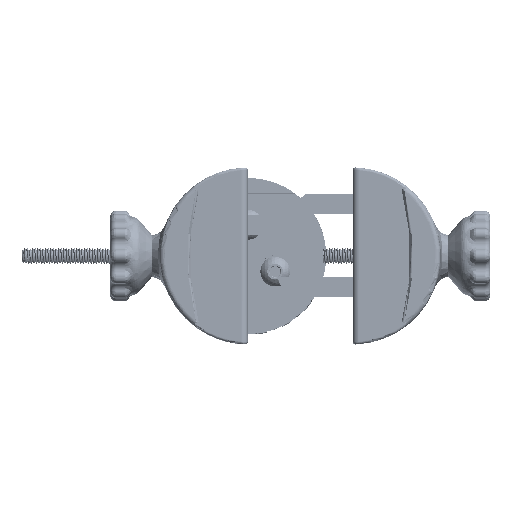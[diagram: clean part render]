
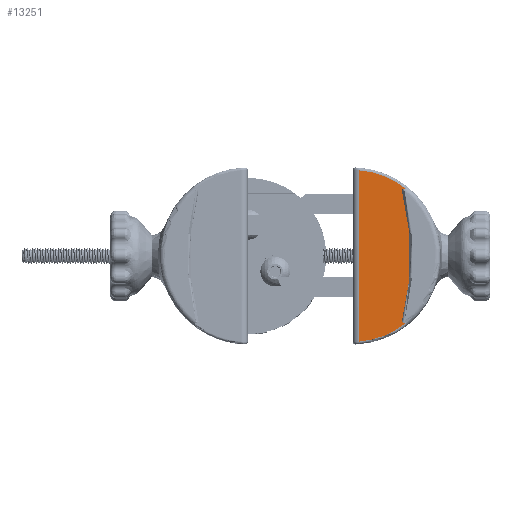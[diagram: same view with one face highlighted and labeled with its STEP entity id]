
A CAD part, top view. The second image highlights one B-rep face of the part: STEP entity #13251.
In plain terms, the highlighted planar face has unit normal (0, 0, 1).
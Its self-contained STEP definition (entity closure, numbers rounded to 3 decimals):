
#1334=PLANE('',#14370);
#1747=FACE_OUTER_BOUND('',#2563,.T.);
#2563=EDGE_LOOP('',(#10287,#10288,#10289,#10290));
#3291=LINE('',#24892,#3916);
#3916=VECTOR('',#16501,10.);
#4532=CIRCLE('',#14323,50.);
#4538=CIRCLE('',#14332,16.5);
#4545=CIRCLE('',#14342,16.5);
#5467=VERTEX_POINT('',#24680);
#5468=VERTEX_POINT('',#24682);
#5478=VERTEX_POINT('',#24736);
#5486=VERTEX_POINT('',#24850);
#7130=EDGE_CURVE('',#5468,#5467,#4532,.T.);
#7143=EDGE_CURVE('',#5478,#5467,#4538,.T.);
#7159=EDGE_CURVE('',#5468,#5486,#4545,.T.);
#7165=EDGE_CURVE('',#5486,#5478,#3291,.T.);
#10287=ORIENTED_EDGE('',*,*,#7159,.F.);
#10288=ORIENTED_EDGE('',*,*,#7130,.T.);
#10289=ORIENTED_EDGE('',*,*,#7143,.F.);
#10290=ORIENTED_EDGE('',*,*,#7165,.F.);
#13251=ADVANCED_FACE('',(#1747),#1334,.T.);
#14323=AXIS2_PLACEMENT_3D('',#24683,#16445,#16446);
#14332=AXIS2_PLACEMENT_3D('',#24738,#16467,#16468);
#14342=AXIS2_PLACEMENT_3D('',#24876,#16489,#16490);
#14370=AXIS2_PLACEMENT_3D('',#25054,#16579,#16580);
#16445=DIRECTION('center_axis',(0.,0.,1.));
#16446=DIRECTION('ref_axis',(-0.962,0.274,0.));
#16467=DIRECTION('center_axis',(0.,0.,-1.));
#16468=DIRECTION('ref_axis',(-0.35,-0.937,0.));
#16489=DIRECTION('center_axis',(0.,0.,-1.));
#16490=DIRECTION('ref_axis',(-0.35,0.937,0.));
#16501=DIRECTION('',(0.,-1.,0.));
#16579=DIRECTION('center_axis',(0.,0.,1.));
#16580=DIRECTION('ref_axis',(-1.,0.,0.));
#24680=CARTESIAN_POINT('',(-10.313,-12.88,108.));
#24682=CARTESIAN_POINT('',(-10.313,12.88,108.));
#24683=CARTESIAN_POINT('Origin',(38.,0.,108.));
#24736=CARTESIAN_POINT('',(-1.35,-16.445,108.));
#24738=CARTESIAN_POINT('Origin',(0.,0.,108.));
#24850=CARTESIAN_POINT('',(-1.35,16.445,108.));
#24876=CARTESIAN_POINT('Origin',(0.,0.,108.));
#24892=CARTESIAN_POINT('',(-1.35,7.5,108.));
#25054=CARTESIAN_POINT('Origin',(-8.5,0.,108.));
